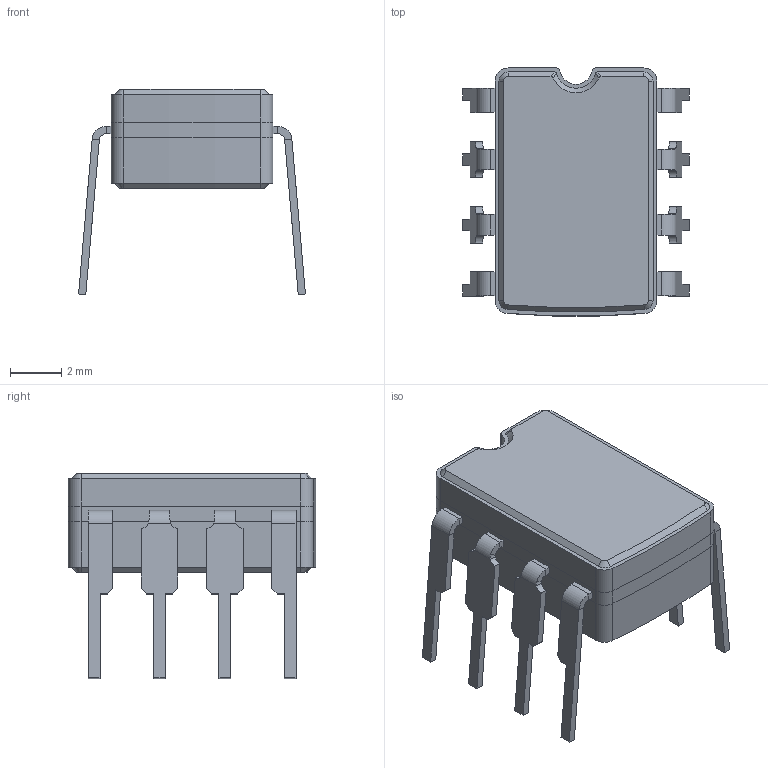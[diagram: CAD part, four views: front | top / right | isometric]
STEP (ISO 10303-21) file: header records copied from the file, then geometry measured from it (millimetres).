
FILE_DESCRIPTION((''),'2;1');
FILE_NAME('JG0008A_ASM','2023-09-27T11:27:32',('a0412086'),(''),'CREO PARAMETRIC BY PTC INC, 2018500','CREO PARAMETRIC BY PTC INC, 2018500','');
FILE_SCHEMA(('CONFIG_CONTROL_DESIGN','SHAPE_APPEARANCE_LAYERS_GROUPS'));
Products named in the file (5): JG0008A_PINS; JG0008A_GLASS; JG0008A_CERAMIC_BASE; JG0008A_CERAMIC_TOP; JG0008A_ASM
Assembly tree (4 placements, depth 2):
  JG0008A_ASM
    JG0008A_PINS
    JG0008A_GLASS
    JG0008A_CERAMIC_BASE
    JG0008A_CERAMIC_TOP
Bounding box: 8.82 x 9.64 x 7.98 mm (x, y, z)
Volume: 238.5 mm3; surface area: 592.6 mm2
Topology: 11 solids, 11 shells, 232 faces, 560 edges, 352 vertices
Faces by surface type: plane 160, cylinder 48, bspline 12, cone 12
Entity records: 8917 total; most frequent: CARTESIAN_POINT 1617, ORIENTED_EDGE 1120, DIRECTION 1106, PRESENTATION_STYLE_ASSIGNMENT 571, STYLED_ITEM 571, CURVE_STYLE 560, EDGE_CURVE 560, VECTOR 408
